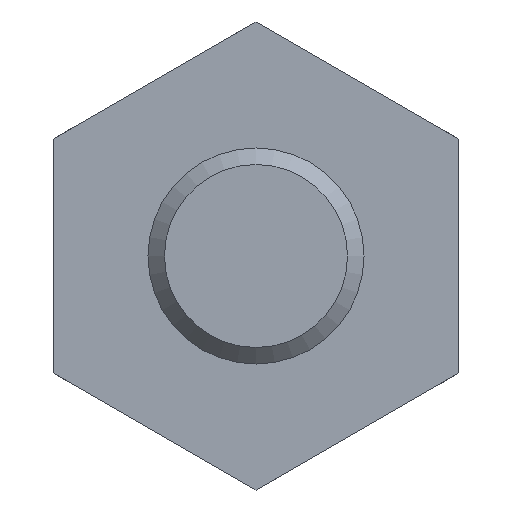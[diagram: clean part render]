
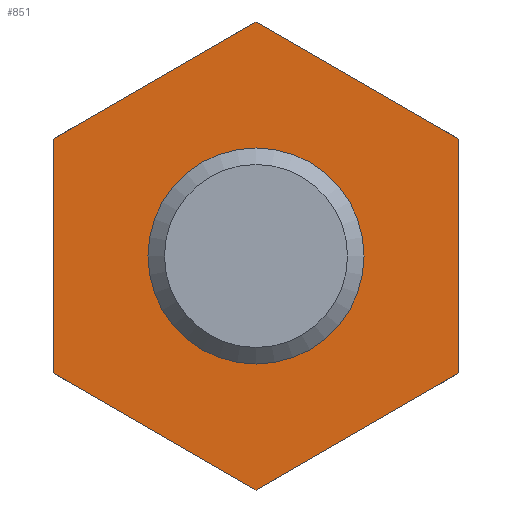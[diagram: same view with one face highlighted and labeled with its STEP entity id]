
A CAD part, front view. The second image highlights one B-rep face of the part: STEP entity #851.
In plain terms, the highlighted planar face has unit normal (0, -1, 0).
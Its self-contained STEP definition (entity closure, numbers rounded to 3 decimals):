
#851 = ADVANCED_FACE( '', ( #1917, #1918 ), #1919, .F. );
#1917 = FACE_BOUND( '', #3199, .T. );
#1918 = FACE_OUTER_BOUND( '', #3200, .T. );
#1919 = PLANE( '', #3201 );
#3199 = EDGE_LOOP( '', ( #5856 ) );
#3200 = EDGE_LOOP( '', ( #5857, #5858, #5859, #5860, #5861, #5862 ) );
#3201 = AXIS2_PLACEMENT_3D( '', #5863, #5864, #5865 );
#5856 = ORIENTED_EDGE( '', *, *, #9151, .F. );
#5857 = ORIENTED_EDGE( '', *, *, #9152, .T. );
#5858 = ORIENTED_EDGE( '', *, *, #9153, .T. );
#5859 = ORIENTED_EDGE( '', *, *, #8849, .T. );
#5860 = ORIENTED_EDGE( '', *, *, #9083, .T. );
#5861 = ORIENTED_EDGE( '', *, *, #9154, .T. );
#5862 = ORIENTED_EDGE( '', *, *, #9155, .T. );
#5863 = CARTESIAN_POINT( '', ( 17.5, 0., 0. ) );
#5864 = DIRECTION( '', ( 0., 1., 0. ) );
#5865 = DIRECTION( '', ( 0., 0., 1. ) );
#8849 = EDGE_CURVE( '', #11085, #11083, #11086, .T. );
#9083 = EDGE_CURVE( '', #11083, #11429, #11431, .T. );
#9151 = EDGE_CURVE( '', #11524, #11524, #11525, .T. );
#9152 = EDGE_CURVE( '', #11526, #11527, #11528, .T. );
#9153 = EDGE_CURVE( '', #11527, #11085, #11529, .T. );
#9154 = EDGE_CURVE( '', #11429, #11530, #11531, .T. );
#9155 = EDGE_CURVE( '', #11530, #11526, #11532, .T. );
#11083 = VERTEX_POINT( '', #14229 );
#11085 = VERTEX_POINT( '', #14232 );
#11086 = LINE( '', #14233, #14234 );
#11429 = VERTEX_POINT( '', #14777 );
#11431 = LINE( '', #14780, #14781 );
#11524 = VERTEX_POINT( '', #14925 );
#11525 = CIRCLE( '', #14926, 6.4 );
#11526 = VERTEX_POINT( '', #14927 );
#11527 = VERTEX_POINT( '', #14928 );
#11528 = LINE( '', #14929, #14930 );
#11529 = LINE( '', #14931, #14932 );
#11530 = VERTEX_POINT( '', #14933 );
#11531 = LINE( '', #14934, #14935 );
#11532 = LINE( '', #14936, #14937 );
#14229 = CARTESIAN_POINT( '', ( 0., 0., -17.321 ) );
#14232 = CARTESIAN_POINT( '', ( -15., 0., -8.66 ) );
#14233 = CARTESIAN_POINT( '', ( 5.625, 0., -20.568 ) );
#14234 = VECTOR( '', #16669, 1000. );
#14777 = CARTESIAN_POINT( '', ( 15., 0., -8.66 ) );
#14780 = CARTESIAN_POINT( '', ( 20.625, 0., -5.413 ) );
#14781 = VECTOR( '', #16880, 1000. );
#14925 = CARTESIAN_POINT( '', ( 0., 0., -6.4 ) );
#14926 = AXIS2_PLACEMENT_3D( '', #16932, #16933, #16934 );
#14927 = CARTESIAN_POINT( '', ( 0., 0., 17.321 ) );
#14928 = CARTESIAN_POINT( '', ( -15., 0., 8.66 ) );
#14929 = CARTESIAN_POINT( '', ( 5.625, 0., 20.568 ) );
#14930 = VECTOR( '', #16935, 1000. );
#14931 = CARTESIAN_POINT( '', ( -15., 0., 0. ) );
#14932 = VECTOR( '', #16936, 1000. );
#14933 = CARTESIAN_POINT( '', ( 15., 0., 8.66 ) );
#14934 = CARTESIAN_POINT( '', ( 15., 0., 0. ) );
#14935 = VECTOR( '', #16937, 1000. );
#14936 = CARTESIAN_POINT( '', ( 20.625, 0., 5.413 ) );
#14937 = VECTOR( '', #16938, 1000. );
#16669 = DIRECTION( '', ( 0.866, 0., -0.5 ) );
#16880 = DIRECTION( '', ( 0.866, 0., 0.5 ) );
#16932 = CARTESIAN_POINT( '', ( 0., 0., 0. ) );
#16933 = DIRECTION( '', ( 0., -1., 0. ) );
#16934 = DIRECTION( '', ( 0., 0., -1. ) );
#16935 = DIRECTION( '', ( -0.866, 0., -0.5 ) );
#16936 = DIRECTION( '', ( 0., 0., -1. ) );
#16937 = DIRECTION( '', ( 0., 0., 1. ) );
#16938 = DIRECTION( '', ( -0.866, 0., 0.5 ) );
